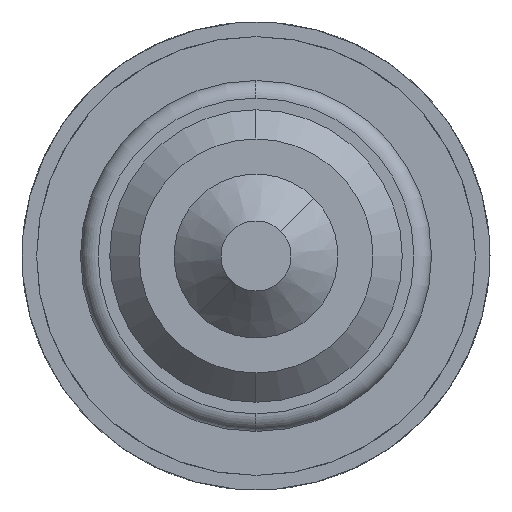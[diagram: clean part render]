
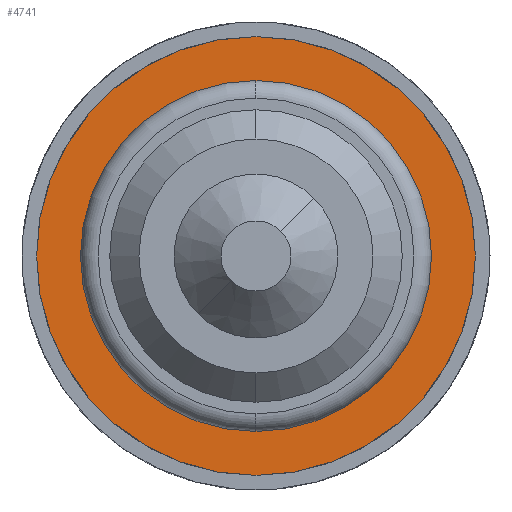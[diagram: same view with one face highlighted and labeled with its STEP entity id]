
A CAD part, front view. The second image highlights one B-rep face of the part: STEP entity #4741.
In plain terms, the highlighted planar face has unit normal (0, -1, 0).
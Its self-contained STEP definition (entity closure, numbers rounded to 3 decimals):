
#173 = FACE_BOUND ( 'NONE', #1818, .T. ) ;
#184 = ORIENTED_EDGE ( 'NONE', *, *, #4213, .F. ) ;
#212 = CARTESIAN_POINT ( 'NONE',  ( 0., 20., 1.875 ) ) ;
#318 = EDGE_LOOP ( 'NONE', ( #3049, #1645 ) ) ;
#396 = CARTESIAN_POINT ( 'NONE',  ( 0., 20., 0. ) ) ;
#614 = DIRECTION ( 'NONE',  ( 0., -1., 0. ) ) ;
#694 = VERTEX_POINT ( 'NONE', #5150 ) ;
#928 = VERTEX_POINT ( 'NONE', #6288 ) ;
#956 = DIRECTION ( 'NONE',  ( 0., 0., -1. ) ) ;
#1095 = AXIS2_PLACEMENT_3D ( 'NONE', #396, #1464, #956 ) ;
#1122 = AXIS2_PLACEMENT_3D ( 'NONE', #6105, #614, #4209 ) ;
#1464 = DIRECTION ( 'NONE',  ( 0., -1., 0. ) ) ;
#1537 = DIRECTION ( 'NONE',  ( 0., 0., -1. ) ) ;
#1645 = ORIENTED_EDGE ( 'NONE', *, *, #2950, .T. ) ;
#1741 = CARTESIAN_POINT ( 'NONE',  ( 0., 20., 0. ) ) ;
#1818 = EDGE_LOOP ( 'NONE', ( #2645, #184 ) ) ;
#2299 = AXIS2_PLACEMENT_3D ( 'NONE', #5976, #2457, #1537 ) ;
#2408 = FACE_OUTER_BOUND ( 'NONE', #318, .T. ) ;
#2457 = DIRECTION ( 'NONE',  ( 0., -1., 0. ) ) ;
#2645 = ORIENTED_EDGE ( 'NONE', *, *, #3923, .F. ) ;
#2790 = CIRCLE ( 'NONE', #5941, 1.875 ) ;
#2929 = DIRECTION ( 'NONE',  ( 0., 0., -1. ) ) ;
#2949 = VERTEX_POINT ( 'NONE', #4667 ) ;
#2950 = EDGE_CURVE ( 'Defeature ausgef�hrt2_5+Defeature ausgef�hrt2_6+Defeature ausgef�hrt2_6+Defeature ausgef�hrt2_6', #5982, #2949, #6432, .T. ) ;
#3049 = ORIENTED_EDGE ( 'NONE', *, *, #5472, .T. ) ;
#3279 = DIRECTION ( 'NONE',  ( 0., -1., 0. ) ) ;
#3923 = EDGE_CURVE ( 'Defeature ausgef�hrt2_4+Defeature ausgef�hrt2_5+Defeature ausgef�hrt2_5+Defeature ausgef�hrt2_5', #928, #694, #6267, .T. ) ;
#4209 = DIRECTION ( 'NONE',  ( 0., 0., -1. ) ) ;
#4213 = EDGE_CURVE ( 'Defeature ausgef�hrt2_4+Defeature ausgef�hrt2_5+Defeature ausgef�hrt2_5+Defeature ausgef�hrt2_5', #694, #928, #5280, .T. ) ;
#4578 = AXIS2_PLACEMENT_3D ( 'NONE', #1741, #3279, #6243 ) ;
#4667 = CARTESIAN_POINT ( 'NONE',  ( 0., 20., -1.875 ) ) ;
#4741 = ADVANCED_FACE ( 'Defeature ausgef�hrt2_5', ( #2408, #173 ), #5921, .T. ) ;
#5150 = CARTESIAN_POINT ( 'NONE',  ( 0., 20., 1.5 ) ) ;
#5280 = CIRCLE ( 'NONE', #4578, 1.5 ) ;
#5472 = EDGE_CURVE ( 'Defeature ausgef�hrt2_5+Defeature ausgef�hrt2_6+Defeature ausgef�hrt2_6+Defeature ausgef�hrt2_6', #2949, #5982, #2790, .T. ) ;
#5885 = CARTESIAN_POINT ( 'NONE',  ( 0., 20., 0. ) ) ;
#5921 = PLANE ( 'NONE',  #2299 ) ;
#5941 = AXIS2_PLACEMENT_3D ( 'NONE', #5885, #6350, #2929 ) ;
#5976 = CARTESIAN_POINT ( 'NONE',  ( 1.5, 20., 0. ) ) ;
#5982 = VERTEX_POINT ( 'NONE', #212 ) ;
#6105 = CARTESIAN_POINT ( 'NONE',  ( 0., 20., 0. ) ) ;
#6243 = DIRECTION ( 'NONE',  ( 0., 0., -1. ) ) ;
#6267 = CIRCLE ( 'NONE', #1095, 1.5 ) ;
#6288 = CARTESIAN_POINT ( 'NONE',  ( 0., 20., -1.5 ) ) ;
#6350 = DIRECTION ( 'NONE',  ( 0., -1., 0. ) ) ;
#6432 = CIRCLE ( 'NONE', #1122, 1.875 ) ;
